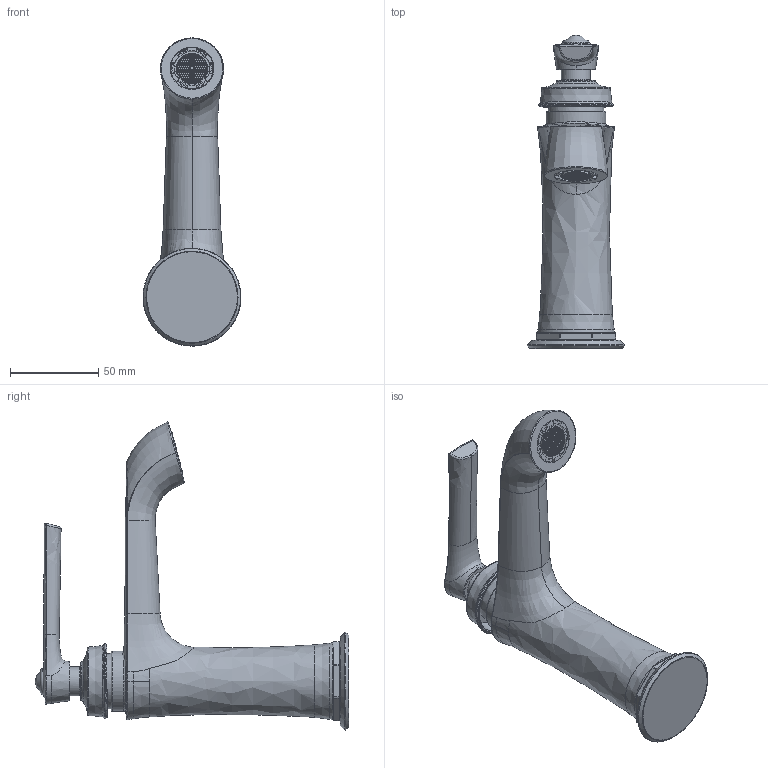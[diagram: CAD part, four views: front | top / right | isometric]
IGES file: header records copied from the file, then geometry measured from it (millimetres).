
Global section: file name: bb3a4dca-b842-4756-8b68-bbf978d57b3b; native system: unknown; preprocessor: unknown; author: unknown; organization: unknown; date: 20191206.094759; units: millimetre
Bounding box: 55.58 x 178.2 x 175.02 mm (x, y, z)
Volume: 268742.2 mm3; surface area: 50270.7 mm2
Topology: 6 solids, 6 shells, 1429 faces, 4300 edges, 2802 vertices
Faces by surface type: bspline 1429
